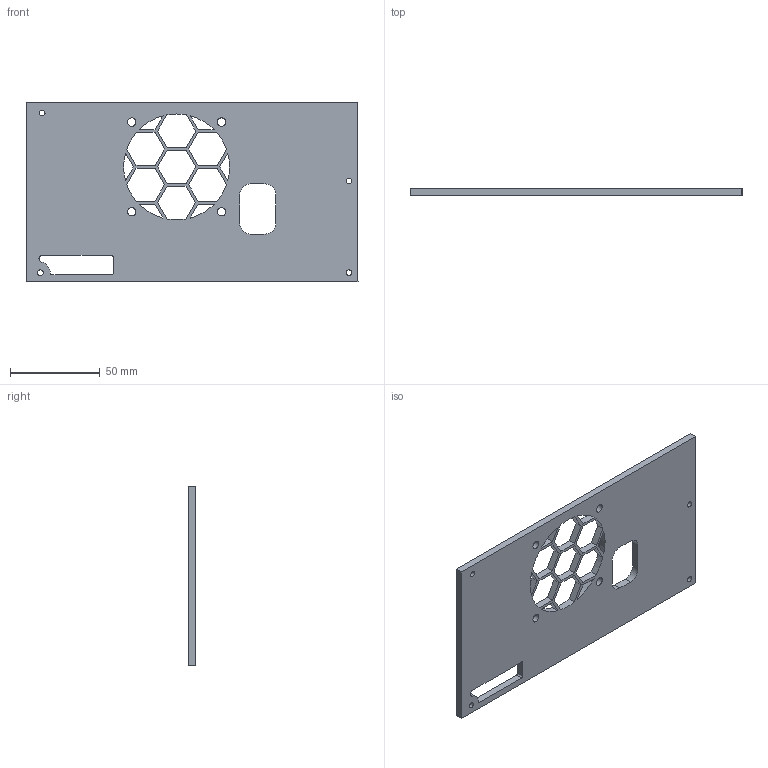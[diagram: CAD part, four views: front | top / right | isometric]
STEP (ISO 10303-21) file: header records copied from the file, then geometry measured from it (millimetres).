
FILE_DESCRIPTION(('HOOPS Exchange Step'),'2;1');
FILE_NAME('Umbilical Front Plate Orbiter.stp','2026-02-26T11:22:42-05:00',('RED'),('Unknown organisation'),'HOOPS Exchange 2025.8','HOOPS Exchange','Unknown authorisation');
FILE_SCHEMA( ('AP203_CONFIGURATION_CONTROLLED_3D_DESIGN_OF_MECHANICAL_PARTS_AND_ASSEMBLIES_MIM_LF') );
Length unit declared in the file: millimetre
Products named in the file (2): 0; root
Assembly tree (1 placements, depth 2):
  root
    0
Bounding box: 185.04 x 4 x 100.02 mm (x, y, z)
Volume: 60560.2 mm3; surface area: 36258.9 mm2
Topology: 1 solids, 1 shells, 91 faces, 279 edges, 190 vertices
Faces by surface type: plane 61, cylinder 30
Full cylindrical faces by diameter (mm): 3.2 x4, 4.7 x4
Entity records: 3280 total; most frequent: CARTESIAN_POINT 563, ORIENTED_EDGE 558, DIRECTION 539, EDGE_CURVE 279, VECTOR 207, LINE 207, VERTEX_POINT 190, AXIS2_PLACEMENT_3D 166
